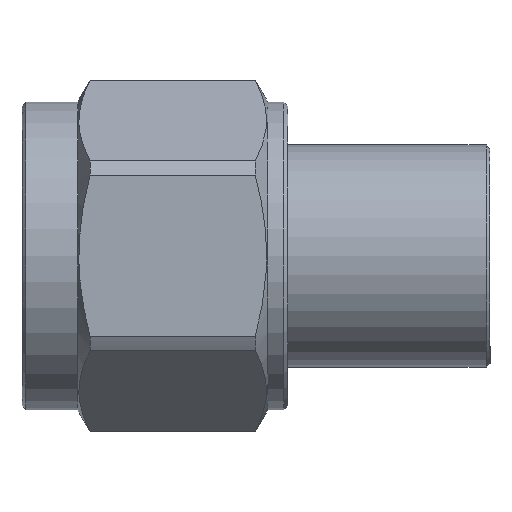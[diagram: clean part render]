
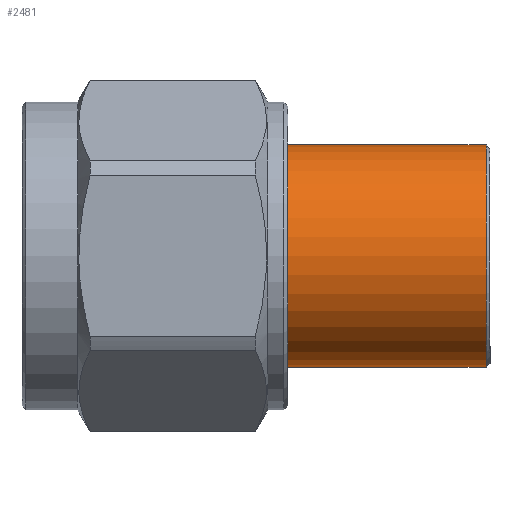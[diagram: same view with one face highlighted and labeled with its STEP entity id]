
A CAD part, top view. The second image highlights one B-rep face of the part: STEP entity #2481.
In plain terms, the highlighted cylindrical face has radius 7.112 mm (diameter 14.224 mm), a partial arc.
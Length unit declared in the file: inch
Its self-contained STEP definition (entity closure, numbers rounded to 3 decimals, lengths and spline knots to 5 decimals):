
#42 = CARTESIAN_POINT ( 'NONE',  ( 0.66983, 0.28, 0. ) ) ;
#65 = CARTESIAN_POINT ( 'NONE',  ( 1.17, -0.28, 0. ) ) ;
#175 = EDGE_CURVE ( 'NONE', #1734, #449, #890, .T. ) ;
#212 = DIRECTION ( 'NONE',  ( -1., 0., 0. ) ) ;
#238 = CYLINDRICAL_SURFACE ( 'NONE', #2058, 0.28 ) ;
#370 = DIRECTION ( 'NONE',  ( 1., 0., 0. ) ) ;
#401 = CIRCLE ( 'NONE', #1616, 0.28 ) ;
#423 = AXIS2_PLACEMENT_3D ( 'NONE', #2752, #370, #3233 ) ;
#449 = VERTEX_POINT ( 'NONE', #42 ) ;
#503 = FACE_OUTER_BOUND ( 'NONE', #1386, .T. ) ;
#545 = ORIENTED_EDGE ( 'NONE', *, *, #1580, .T. ) ;
#567 = EDGE_CURVE ( 'NONE', #1596, #1319, #2720, .T. ) ;
#606 = VECTOR ( 'NONE', #212, 39.37008 ) ;
#889 = DIRECTION ( 'NONE',  ( 0., -1., 0. ) ) ;
#890 = LINE ( 'NONE', #997, #606 ) ;
#997 = CARTESIAN_POINT ( 'NONE',  ( 3.15196, 0.28, 0. ) ) ;
#1142 = CIRCLE ( 'NONE', #423, 0.28 ) ;
#1319 = VERTEX_POINT ( 'NONE', #3165 ) ;
#1386 = EDGE_LOOP ( 'NONE', ( #1802, #1572, #545, #2941 ) ) ;
#1550 = VECTOR ( 'NONE', #3022, 39.37008 ) ;
#1572 = ORIENTED_EDGE ( 'NONE', *, *, #175, .T. ) ;
#1580 = EDGE_CURVE ( 'NONE', #449, #1319, #1142, .T. ) ;
#1596 = VERTEX_POINT ( 'NONE', #65 ) ;
#1613 = DIRECTION ( 'NONE',  ( -1., 0., 0. ) ) ;
#1616 = AXIS2_PLACEMENT_3D ( 'NONE', #2370, #1613, #2305 ) ;
#1734 = VERTEX_POINT ( 'NONE', #2039 ) ;
#1802 = ORIENTED_EDGE ( 'NONE', *, *, #2109, .T. ) ;
#1915 = CARTESIAN_POINT ( 'NONE',  ( 3.15196, -0.28, 0. ) ) ;
#2039 = CARTESIAN_POINT ( 'NONE',  ( 1.17, 0.28, 0. ) ) ;
#2058 = AXIS2_PLACEMENT_3D ( 'NONE', #2760, #2484, #889 ) ;
#2109 = EDGE_CURVE ( 'NONE', #1596, #1734, #401, .T. ) ;
#2305 = DIRECTION ( 'NONE',  ( 0., -1., 0. ) ) ;
#2370 = CARTESIAN_POINT ( 'NONE',  ( 1.17, 0., 0. ) ) ;
#2481 = ADVANCED_FACE ( 'NONE', ( #503 ), #238, .T. ) ;
#2484 = DIRECTION ( 'NONE',  ( -1., 0., 0. ) ) ;
#2720 = LINE ( 'NONE', #1915, #1550 ) ;
#2752 = CARTESIAN_POINT ( 'NONE',  ( 0.66983, 0., 0. ) ) ;
#2760 = CARTESIAN_POINT ( 'NONE',  ( 3.15196, 0., 0. ) ) ;
#2941 = ORIENTED_EDGE ( 'NONE', *, *, #567, .F. ) ;
#3022 = DIRECTION ( 'NONE',  ( -1., 0., 0. ) ) ;
#3165 = CARTESIAN_POINT ( 'NONE',  ( 0.66983, -0.28, 0. ) ) ;
#3233 = DIRECTION ( 'NONE',  ( 0., 1., 0. ) ) ;
